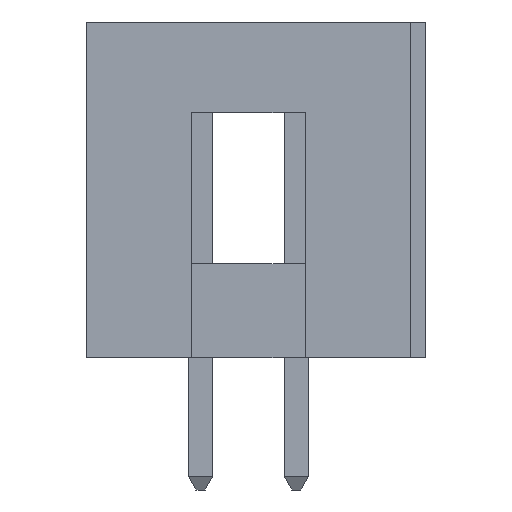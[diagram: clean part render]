
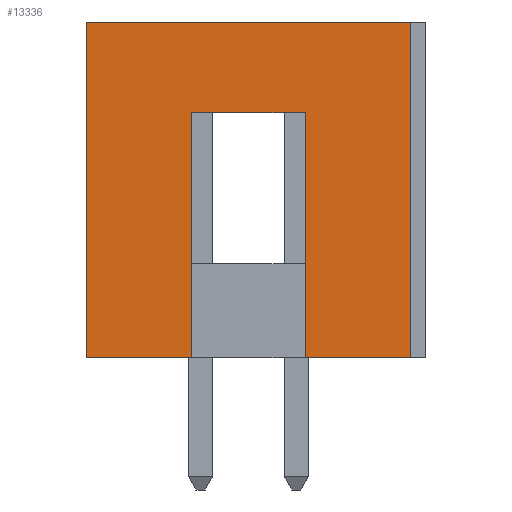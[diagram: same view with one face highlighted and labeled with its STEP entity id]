
A CAD part, left-side view. The second image highlights one B-rep face of the part: STEP entity #13336.
In plain terms, the highlighted planar face has unit normal (-1, 0, 0).
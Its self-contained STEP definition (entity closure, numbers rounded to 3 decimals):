
#4 = VERTEX_POINT ( 'NONE', #4119 ) ;
#16 = CARTESIAN_POINT ( 'NONE',  ( 0., 5.8, 6.5 ) ) ;
#518 = LINE ( 'NONE', #3962, #6748 ) ;
#1129 = CARTESIAN_POINT ( 'NONE',  ( 0., 0., 8.9 ) ) ;
#1548 = DIRECTION ( 'NONE',  ( 0., 0., -1. ) ) ;
#1947 = EDGE_CURVE ( 'NONE', #15944, #12637, #13536, .T. ) ;
#2404 = DIRECTION ( 'NONE',  ( -1., 0., 0. ) ) ;
#2783 = ORIENTED_EDGE ( 'NONE', *, *, #1947, .F. ) ;
#2816 = CARTESIAN_POINT ( 'NONE',  ( 0., 2.8, 6.5 ) ) ;
#2963 = LINE ( 'NONE', #8992, #9589 ) ;
#3009 = EDGE_CURVE ( 'NONE', #11241, #15944, #6292, .T. ) ;
#3300 = EDGE_CURVE ( 'NONE', #8711, #8296, #7032, .T. ) ;
#3511 = ORIENTED_EDGE ( 'NONE', *, *, #5643, .T. ) ;
#3524 = DIRECTION ( 'NONE',  ( 0., 0., -1. ) ) ;
#3934 = CARTESIAN_POINT ( 'NONE',  ( 0., 0., 0. ) ) ;
#3962 = CARTESIAN_POINT ( 'NONE',  ( 0., 0., 0. ) ) ;
#4015 = CARTESIAN_POINT ( 'NONE',  ( 0., 2.8, 6.5 ) ) ;
#4119 = CARTESIAN_POINT ( 'NONE',  ( 0., 2.8, 0. ) ) ;
#4223 = DIRECTION ( 'NONE',  ( 0., 1., 0. ) ) ;
#4993 = LINE ( 'NONE', #6576, #11184 ) ;
#5018 = CARTESIAN_POINT ( 'NONE',  ( 0., 8.6, 8.9 ) ) ;
#5152 = EDGE_CURVE ( 'NONE', #8296, #4, #518, .T. ) ;
#5241 = DIRECTION ( 'NONE',  ( 0., 1., 0. ) ) ;
#5444 = CARTESIAN_POINT ( 'NONE',  ( 0., 0., 0. ) ) ;
#5643 = EDGE_CURVE ( 'NONE', #9719, #12637, #14663, .T. ) ;
#6292 = LINE ( 'NONE', #16, #9187 ) ;
#6576 = CARTESIAN_POINT ( 'NONE',  ( 0., 0., 8.9 ) ) ;
#6601 = LINE ( 'NONE', #2816, #12791 ) ;
#6748 = VECTOR ( 'NONE', #5241, 1000. ) ;
#7032 = LINE ( 'NONE', #15834, #9936 ) ;
#7082 = FACE_OUTER_BOUND ( 'NONE', #12796, .T. ) ;
#7712 = ORIENTED_EDGE ( 'NONE', *, *, #13488, .T. ) ;
#7807 = DIRECTION ( 'NONE',  ( 0., 1., 0. ) ) ;
#8296 = VERTEX_POINT ( 'NONE', #3934 ) ;
#8333 = CARTESIAN_POINT ( 'NONE',  ( 0., 5.8, 0. ) ) ;
#8653 = CARTESIAN_POINT ( 'NONE',  ( 0., 8.6, 0. ) ) ;
#8711 = VERTEX_POINT ( 'NONE', #14797 ) ;
#8725 = ORIENTED_EDGE ( 'NONE', *, *, #12842, .T. ) ;
#8757 = DIRECTION ( 'NONE',  ( 0., 0., -1. ) ) ;
#8992 = CARTESIAN_POINT ( 'NONE',  ( 0., 2.8, 6.5 ) ) ;
#9046 = EDGE_CURVE ( 'NONE', #14179, #11241, #6601, .T. ) ;
#9187 = VECTOR ( 'NONE', #13969, 1000. ) ;
#9589 = VECTOR ( 'NONE', #1548, 1000. ) ;
#9719 = VERTEX_POINT ( 'NONE', #11657 ) ;
#9936 = VECTOR ( 'NONE', #3524, 1000. ) ;
#9958 = CARTESIAN_POINT ( 'NONE',  ( 0., 5.8, 6.5 ) ) ;
#10213 = VECTOR ( 'NONE', #4223, 1000. ) ;
#11052 = DIRECTION ( 'NONE',  ( 0., 0., 1. ) ) ;
#11184 = VECTOR ( 'NONE', #7807, 1000. ) ;
#11241 = VERTEX_POINT ( 'NONE', #9958 ) ;
#11334 = ORIENTED_EDGE ( 'NONE', *, *, #5152, .F. ) ;
#11354 = VECTOR ( 'NONE', #8757, 1000. ) ;
#11450 = DIRECTION ( 'NONE',  ( 0., 1., 0. ) ) ;
#11657 = CARTESIAN_POINT ( 'NONE',  ( 0., 8.6, 8.9 ) ) ;
#12125 = ORIENTED_EDGE ( 'NONE', *, *, #3300, .F. ) ;
#12288 = ORIENTED_EDGE ( 'NONE', *, *, #3009, .F. ) ;
#12615 = AXIS2_PLACEMENT_3D ( 'NONE', #1129, #2404, #11052 ) ;
#12637 = VERTEX_POINT ( 'NONE', #8653 ) ;
#12791 = VECTOR ( 'NONE', #11450, 1000. ) ;
#12796 = EDGE_LOOP ( 'NONE', ( #7712, #11334, #12125, #8725, #3511, #2783, #12288, #14155 ) ) ;
#12842 = EDGE_CURVE ( 'NONE', #8711, #9719, #4993, .T. ) ;
#13336 = ADVANCED_FACE ( 'NONE', ( #7082 ), #14762, .T. ) ;
#13488 = EDGE_CURVE ( 'NONE', #14179, #4, #2963, .T. ) ;
#13536 = LINE ( 'NONE', #5444, #10213 ) ;
#13969 = DIRECTION ( 'NONE',  ( 0., 0., -1. ) ) ;
#14155 = ORIENTED_EDGE ( 'NONE', *, *, #9046, .F. ) ;
#14179 = VERTEX_POINT ( 'NONE', #4015 ) ;
#14663 = LINE ( 'NONE', #5018, #11354 ) ;
#14762 = PLANE ( 'NONE',  #12615 ) ;
#14797 = CARTESIAN_POINT ( 'NONE',  ( 0., 0., 8.9 ) ) ;
#15834 = CARTESIAN_POINT ( 'NONE',  ( 0., 0., 8.9 ) ) ;
#15944 = VERTEX_POINT ( 'NONE', #8333 ) ;
